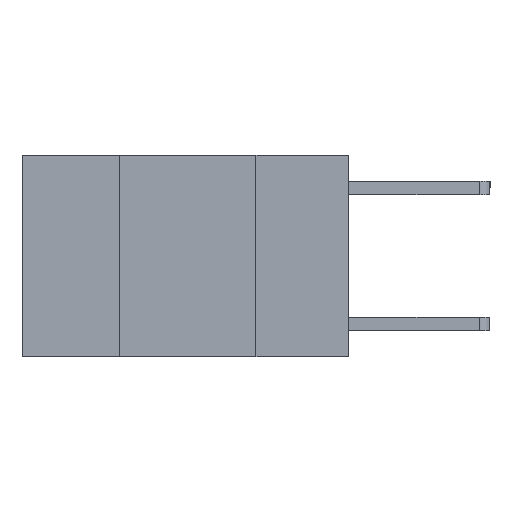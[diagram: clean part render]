
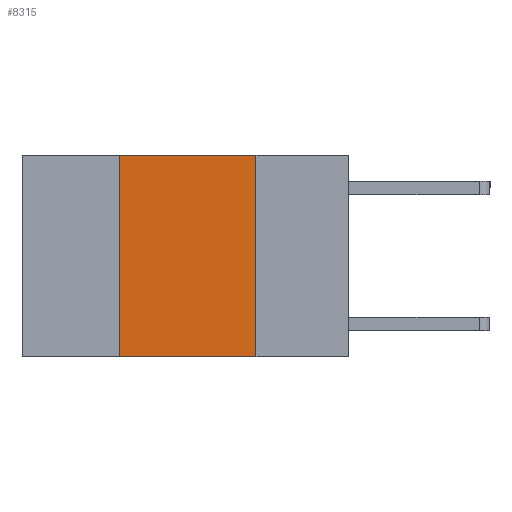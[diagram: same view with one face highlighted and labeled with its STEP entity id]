
A CAD part, left-side view. The second image highlights one B-rep face of the part: STEP entity #8315.
In plain terms, the highlighted planar face has unit normal (-1, 0, 0).
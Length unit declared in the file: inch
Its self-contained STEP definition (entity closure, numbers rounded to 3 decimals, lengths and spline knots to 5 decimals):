
#27 = ORIENTED_EDGE ( 'NONE', *, *, #7538, .F. ) ;
#42 = LINE ( 'NONE', #6075, #6576 ) ;
#783 = DIRECTION ( 'NONE',  ( 0., -1., 0. ) ) ;
#801 = CARTESIAN_POINT ( 'NONE',  ( 0., 0.42, 0. ) ) ;
#816 = DIRECTION ( 'NONE',  ( 0., -1., 0. ) ) ;
#822 = AXIS2_PLACEMENT_3D ( 'NONE', #6516, #1837, #5619 ) ;
#873 = ORIENTED_EDGE ( 'NONE', *, *, #3007, .F. ) ;
#1073 = DIRECTION ( 'NONE',  ( 0., 0., -1. ) ) ;
#1664 = CARTESIAN_POINT ( 'NONE',  ( 0., 0.42, 0. ) ) ;
#1837 = DIRECTION ( 'NONE',  ( 1., 0., 0. ) ) ;
#1970 = ORIENTED_EDGE ( 'NONE', *, *, #8692, .F. ) ;
#3007 = EDGE_CURVE ( 'NONE', #3121, #3893, #5100, .T. ) ;
#3023 = ORIENTED_EDGE ( 'NONE', *, *, #7365, .T. ) ;
#3121 = VERTEX_POINT ( 'NONE', #3381 ) ;
#3298 = FACE_OUTER_BOUND ( 'NONE', #5961, .T. ) ;
#3381 = CARTESIAN_POINT ( 'NONE',  ( 0., 0.17, 0. ) ) ;
#3893 = VERTEX_POINT ( 'NONE', #8772 ) ;
#4139 = CARTESIAN_POINT ( 'NONE',  ( 0., 0.17, 0. ) ) ;
#4510 = VECTOR ( 'NONE', #9369, 39.37008 ) ;
#4869 = CARTESIAN_POINT ( 'NONE',  ( 0., 0.42, -0.37 ) ) ;
#5100 = LINE ( 'NONE', #4139, #9201 ) ;
#5400 = VERTEX_POINT ( 'NONE', #801 ) ;
#5619 = DIRECTION ( 'NONE',  ( 0., 0., -1. ) ) ;
#5961 = EDGE_LOOP ( 'NONE', ( #873, #1970, #27, #3023 ) ) ;
#6075 = CARTESIAN_POINT ( 'NONE',  ( 0., 0.6, 0. ) ) ;
#6516 = CARTESIAN_POINT ( 'NONE',  ( 0., 0.6, 0. ) ) ;
#6576 = VECTOR ( 'NONE', #783, 39.37008 ) ;
#7365 = EDGE_CURVE ( 'NONE', #8322, #3893, #9180, .T. ) ;
#7538 = EDGE_CURVE ( 'NONE', #8322, #5400, #8582, .T. ) ;
#7682 = CARTESIAN_POINT ( 'NONE',  ( 0., 0.6, -0.37 ) ) ;
#8315 = ADVANCED_FACE ( 'NONE', ( #3298 ), #9444, .F. ) ;
#8322 = VERTEX_POINT ( 'NONE', #4869 ) ;
#8582 = LINE ( 'NONE', #1664, #4510 ) ;
#8692 = EDGE_CURVE ( 'NONE', #5400, #3121, #42, .T. ) ;
#8772 = CARTESIAN_POINT ( 'NONE',  ( 0., 0.17, -0.37 ) ) ;
#8841 = VECTOR ( 'NONE', #816, 39.37008 ) ;
#9180 = LINE ( 'NONE', #7682, #8841 ) ;
#9201 = VECTOR ( 'NONE', #1073, 39.37008 ) ;
#9369 = DIRECTION ( 'NONE',  ( 0., 0., 1. ) ) ;
#9444 = PLANE ( 'NONE',  #822 ) ;
